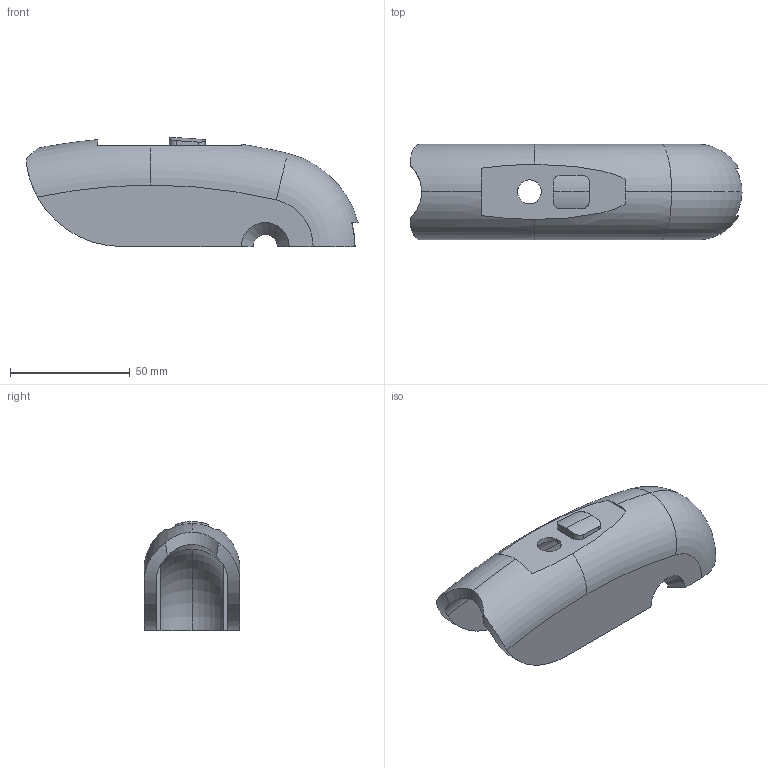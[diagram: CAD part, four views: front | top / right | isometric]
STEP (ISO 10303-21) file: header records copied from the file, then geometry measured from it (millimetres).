
FILE_DESCRIPTION (( 'STEP AP203' ), '1' );
FILE_NAME ('平成20年度後期修正版.STEP', '2010-09-17T17:53:15', ( 'miyagawa' ), ( '' ), 'SwSTEP 2.0', 'SolidWorks 2005204', '' );
FILE_SCHEMA (( 'CONFIG_CONTROL_DESIGN' ));
Length unit declared in the file: millimetre
Products named in the file (1): 平成20年度後期修正版
Bounding box: 138.59 x 40 x 45.52 mm (x, y, z)
Volume: 60975.3 mm3; surface area: 27631 mm2
Topology: 1 solids, 1 shells, 52 faces, 146 edges, 96 vertices
Faces by surface type: plane 25, torus 16, cylinder 9, cone 2
Entity records: 2189 total; most frequent: CARTESIAN_POINT 783, ORIENTED_EDGE 292, DIRECTION 272, EDGE_CURVE 146, AXIS2_PLACEMENT_3D 111, VERTEX_POINT 96, CIRCLE 58, EDGE_LOOP 54
